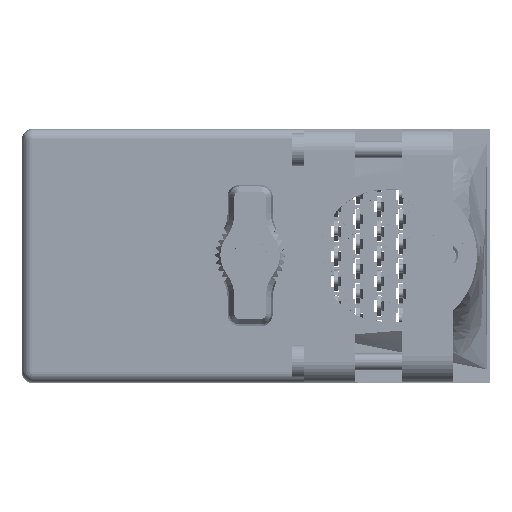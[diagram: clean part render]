
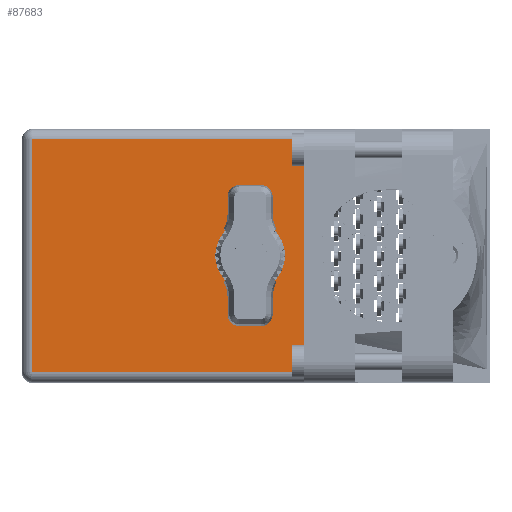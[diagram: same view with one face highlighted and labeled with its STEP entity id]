
A CAD part, top view. The second image highlights one B-rep face of the part: STEP entity #87683.
In plain terms, the highlighted face is planar.
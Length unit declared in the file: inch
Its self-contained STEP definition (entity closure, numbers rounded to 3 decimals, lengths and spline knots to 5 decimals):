
#29 = LINE ( 'NONE', #20738, #56046 ) ;
#1212 = VERTEX_POINT ( 'NONE', #114418 ) ;
#3511 = VECTOR ( 'NONE', #56934, 39.37008 ) ;
#5005 = LINE ( 'NONE', #38911, #3511 ) ;
#5688 = AXIS2_PLACEMENT_3D ( 'NONE', #49940, #31086, #67582 ) ;
#5748 = ORIENTED_EDGE ( 'NONE', *, *, #49162, .F. ) ;
#17758 = AXIS2_PLACEMENT_3D ( 'NONE', #106121, #114940, #32643 ) ;
#20738 = CARTESIAN_POINT ( 'NONE',  ( 0.062, 2.03, -1.53 ) ) ;
#22504 = VECTOR ( 'NONE', #39491, 39.37008 ) ;
#23573 = AXIS2_PLACEMENT_3D ( 'NONE', #78696, #98010, #79494 ) ;
#27082 = ORIENTED_EDGE ( 'NONE', *, *, #100059, .T. ) ;
#31086 = DIRECTION ( 'NONE',  ( 0., 1., 0. ) ) ;
#32643 = DIRECTION ( 'NONE',  ( 0., 0., 1. ) ) ;
#35679 = LINE ( 'NONE', #47012, #90225 ) ;
#38450 = CIRCLE ( 'NONE', #23573, 0.1015 ) ;
#38911 = CARTESIAN_POINT ( 'NONE',  ( 0., 2.03, -1.468 ) ) ;
#39491 = DIRECTION ( 'NONE',  ( 1., 0., 0. ) ) ;
#40030 = ORIENTED_EDGE ( 'NONE', *, *, #115557, .F. ) ;
#41648 = CARTESIAN_POINT ( 'NONE',  ( 0.062, 2.03, -1.468 ) ) ;
#41720 = ORIENTED_EDGE ( 'NONE', *, *, #102023, .T. ) ;
#47012 = CARTESIAN_POINT ( 'NONE',  ( 1.705, 2.03, -1.53 ) ) ;
#49162 = EDGE_CURVE ( 'NONE', #115800, #1212, #107745, .T. ) ;
#49940 = CARTESIAN_POINT ( 'NONE',  ( 0., 2.03, -1.53 ) ) ;
#51581 = CARTESIAN_POINT ( 'NONE',  ( 0.062, 2.03, -0.062 ) ) ;
#56046 = VECTOR ( 'NONE', #66526, 39.37008 ) ;
#56934 = DIRECTION ( 'NONE',  ( -1., 0., 0. ) ) ;
#61264 = VERTEX_POINT ( 'NONE', #86691 ) ;
#65311 = VERTEX_POINT ( 'NONE', #41648 ) ;
#66526 = DIRECTION ( 'NONE',  ( 0., 0., 1. ) ) ;
#67319 = VERTEX_POINT ( 'NONE', #51581 ) ;
#67582 = DIRECTION ( 'NONE',  ( 0., 0., 1. ) ) ;
#67986 = PLANE ( 'NONE',  #5688 ) ;
#68840 = ORIENTED_EDGE ( 'NONE', *, *, #82040, .T. ) ;
#76759 = CARTESIAN_POINT ( 'NONE',  ( 1.705, 2.03, -0.062 ) ) ;
#78696 = CARTESIAN_POINT ( 'NONE',  ( 1.3775, 2.03, -0.765 ) ) ;
#79494 = DIRECTION ( 'NONE',  ( 0., 0., 1. ) ) ;
#79899 = ORIENTED_EDGE ( 'NONE', *, *, #107349, .F. ) ;
#82040 = EDGE_CURVE ( 'NONE', #65311, #67319, #29, .T. ) ;
#86240 = DIRECTION ( 'NONE',  ( 0., 0., 1. ) ) ;
#86691 = CARTESIAN_POINT ( 'NONE',  ( 1.705, 2.03, -0.062 ) ) ;
#87683 = ADVANCED_FACE ( 'NONE', ( #90586, #102136 ), #67986, .T. ) ;
#90225 = VECTOR ( 'NONE', #86240, 39.37008 ) ;
#90586 = FACE_OUTER_BOUND ( 'NONE', #97350, .T. ) ;
#92273 = VERTEX_POINT ( 'NONE', #103697 ) ;
#97350 = EDGE_LOOP ( 'NONE', ( #68840, #27082, #40030, #41720 ) ) ;
#98010 = DIRECTION ( 'NONE',  ( 0., 1., 0. ) ) ;
#98072 = EDGE_LOOP ( 'NONE', ( #5748, #79899 ) ) ;
#100059 = EDGE_CURVE ( 'NONE', #67319, #61264, #110116, .T. ) ;
#102023 = EDGE_CURVE ( 'NONE', #92273, #65311, #5005, .T. ) ;
#102136 = FACE_BOUND ( 'NONE', #98072, .T. ) ;
#103697 = CARTESIAN_POINT ( 'NONE',  ( 1.705, 2.03, -1.468 ) ) ;
#106121 = CARTESIAN_POINT ( 'NONE',  ( 1.3775, 2.03, -0.765 ) ) ;
#107349 = EDGE_CURVE ( 'NONE', #1212, #115800, #38450, .T. ) ;
#107745 = CIRCLE ( 'NONE', #17758, 0.1015 ) ;
#109126 = CARTESIAN_POINT ( 'NONE',  ( 1.3775, 2.03, -0.6635 ) ) ;
#110116 = LINE ( 'NONE', #76759, #22504 ) ;
#114418 = CARTESIAN_POINT ( 'NONE',  ( 1.3775, 2.03, -0.8665 ) ) ;
#114940 = DIRECTION ( 'NONE',  ( 0., 1., 0. ) ) ;
#115557 = EDGE_CURVE ( 'NONE', #92273, #61264, #35679, .T. ) ;
#115800 = VERTEX_POINT ( 'NONE', #109126 ) ;
